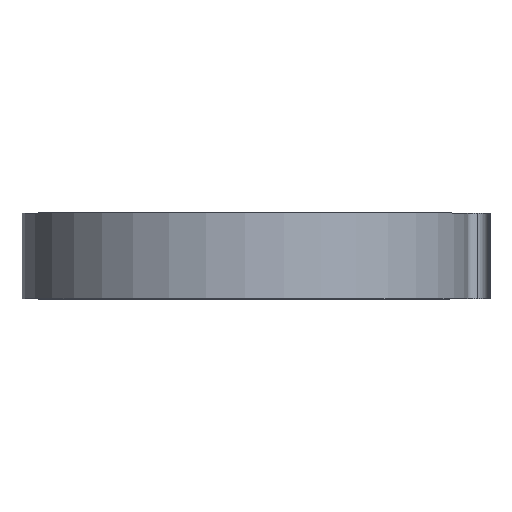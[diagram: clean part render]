
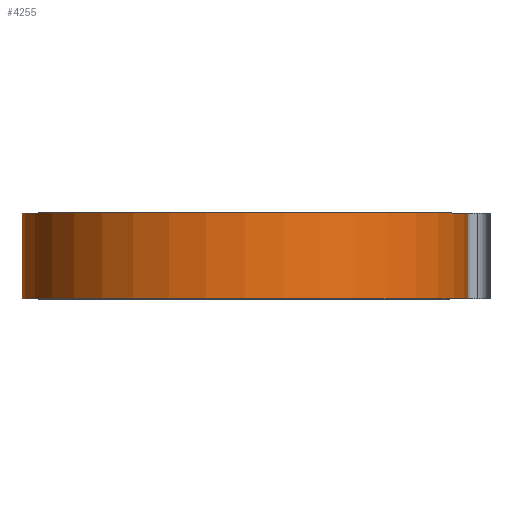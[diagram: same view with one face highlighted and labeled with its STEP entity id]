
A CAD part, top view. The second image highlights one B-rep face of the part: STEP entity #4255.
In plain terms, the highlighted cylindrical face has radius 64.999 mm (diameter 129.998 mm), a partial arc.
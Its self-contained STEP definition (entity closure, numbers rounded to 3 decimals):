
#145 = CARTESIAN_POINT ( 'NONE',  ( 0., 25., 0. ) ) ;
#196 = DIRECTION ( 'NONE',  ( 0., 0., -1. ) ) ;
#426 = LINE ( 'NONE', #2900, #4707 ) ;
#601 = EDGE_CURVE ( 'NONE', #6294, #4709, #426, .T. ) ;
#866 = DIRECTION ( 'NONE',  ( 0., -1., 0. ) ) ;
#880 = ORIENTED_EDGE ( 'NONE', *, *, #5120, .F. ) ;
#1123 = CIRCLE ( 'NONE', #4294, 64.999 ) ;
#1189 = DIRECTION ( 'NONE',  ( 0., 1., 0. ) ) ;
#1353 = CARTESIAN_POINT ( 'NONE',  ( -64.999, 0., 0. ) ) ;
#1671 = AXIS2_PLACEMENT_3D ( 'NONE', #4306, #2173, #196 ) ;
#1739 = CARTESIAN_POINT ( 'NONE',  ( 64.999, 0., 0. ) ) ;
#1955 = AXIS2_PLACEMENT_3D ( 'NONE', #2310, #4383, #4579 ) ;
#2061 = CIRCLE ( 'NONE', #1955, 64.999 ) ;
#2065 = EDGE_LOOP ( 'NONE', ( #3647, #3118, #880, #6190 ) ) ;
#2173 = DIRECTION ( 'NONE',  ( 0., -1., 0. ) ) ;
#2233 = EDGE_CURVE ( 'NONE', #4582, #4033, #4418, .T. ) ;
#2310 = CARTESIAN_POINT ( 'NONE',  ( 0., 0., 0. ) ) ;
#2900 = CARTESIAN_POINT ( 'NONE',  ( 64.999, 25., 0. ) ) ;
#3118 = ORIENTED_EDGE ( 'NONE', *, *, #601, .F. ) ;
#3647 = ORIENTED_EDGE ( 'NONE', *, *, #6689, .T. ) ;
#3780 = DIRECTION ( 'NONE',  ( 1., 0., 0. ) ) ;
#4033 = VERTEX_POINT ( 'NONE', #1353 ) ;
#4255 = ADVANCED_FACE ( 'NONE', ( #5316 ), #4276, .T. ) ;
#4276 = CYLINDRICAL_SURFACE ( 'NONE', #1671, 64.999 ) ;
#4294 = AXIS2_PLACEMENT_3D ( 'NONE', #145, #1189, #3780 ) ;
#4306 = CARTESIAN_POINT ( 'NONE',  ( 0., 25., 0. ) ) ;
#4383 = DIRECTION ( 'NONE',  ( 0., 1., 0. ) ) ;
#4418 = LINE ( 'NONE', #6501, #6361 ) ;
#4428 = CARTESIAN_POINT ( 'NONE',  ( 64.999, 25., 0. ) ) ;
#4482 = DIRECTION ( 'NONE',  ( 0., -1., 0. ) ) ;
#4533 = CARTESIAN_POINT ( 'NONE',  ( -64.999, 25., 0. ) ) ;
#4579 = DIRECTION ( 'NONE',  ( 1., 0., 0. ) ) ;
#4582 = VERTEX_POINT ( 'NONE', #4533 ) ;
#4707 = VECTOR ( 'NONE', #866, 1000. ) ;
#4709 = VERTEX_POINT ( 'NONE', #1739 ) ;
#5120 = EDGE_CURVE ( 'NONE', #4582, #6294, #1123, .T. ) ;
#5316 = FACE_OUTER_BOUND ( 'NONE', #2065, .T. ) ;
#6190 = ORIENTED_EDGE ( 'NONE', *, *, #2233, .T. ) ;
#6294 = VERTEX_POINT ( 'NONE', #4428 ) ;
#6361 = VECTOR ( 'NONE', #4482, 1000. ) ;
#6501 = CARTESIAN_POINT ( 'NONE',  ( -64.999, 25., 0. ) ) ;
#6689 = EDGE_CURVE ( 'NONE', #4033, #4709, #2061, .T. ) ;
